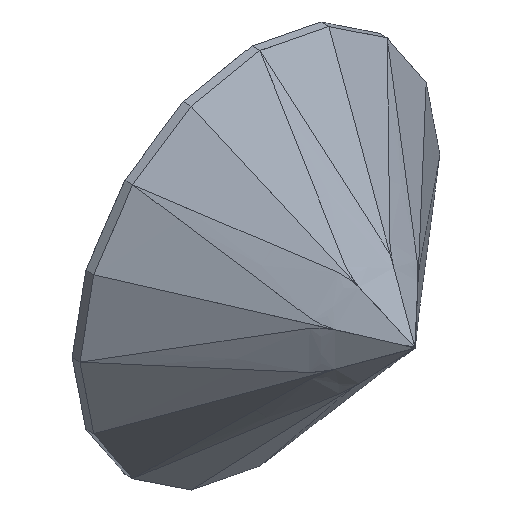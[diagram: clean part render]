
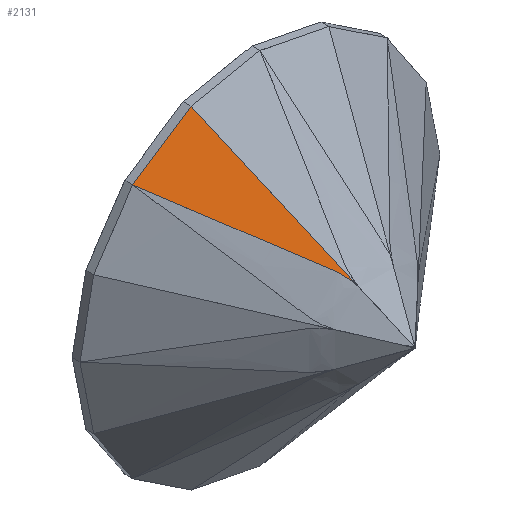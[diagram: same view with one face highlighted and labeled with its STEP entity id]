
A CAD part, isometric view. The second image highlights one B-rep face of the part: STEP entity #2131.
In plain terms, the highlighted free-form (B-spline) face has degree [1, 1] with [2, 2] control points.
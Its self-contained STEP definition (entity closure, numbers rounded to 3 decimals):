
#2131 = ADVANCED_FACE('',(#2132),#2183,.T.);
#2132 = FACE_BOUND('',#2133,.T.);
#2133 = EDGE_LOOP('',(#2134,#2143,#2150,#2159,#2168,#2177));
#2134 = ORIENTED_EDGE('',*,*,#2135,.T.);
#2135 = EDGE_CURVE('',#2136,#2138,#2140,.T.);
#2136 = VERTEX_POINT('',#2137);
#2137 = CARTESIAN_POINT('',(-0.154,-1.081,
    0.373));
#2138 = VERTEX_POINT('',#2139);
#2139 = CARTESIAN_POINT('',(-0.618,-0.036,
    1.491));
#2140 = B_SPLINE_CURVE_WITH_KNOTS('',1,(#2141,#2142),.UNSPECIFIED.,.F.,
  .F.,(2,2),(0.,1.685),.PIECEWISE_BEZIER_KNOTS.);
#2141 = CARTESIAN_POINT('',(-0.154,-1.081,
    0.372));
#2142 = CARTESIAN_POINT('',(-0.618,-0.036,
    1.491));
#2143 = ORIENTED_EDGE('',*,*,#2144,.T.);
#2144 = EDGE_CURVE('',#2138,#2145,#2147,.T.);
#2145 = VERTEX_POINT('',#2146);
#2146 = CARTESIAN_POINT('',(-1.141,-0.035,
    1.141));
#2147 = B_SPLINE_CURVE_WITH_KNOTS('',1,(#2148,#2149),.UNSPECIFIED.,.F.,
  .F.,(2,2),(0.,0.663),.PIECEWISE_BEZIER_KNOTS.);
#2148 = CARTESIAN_POINT('',(-0.618,-0.036,
    1.491));
#2149 = CARTESIAN_POINT('',(-1.142,-0.036,
    1.142));
#2150 = ORIENTED_EDGE('',*,*,#2151,.T.);
#2151 = EDGE_CURVE('',#2145,#2152,#2154,.T.);
#2152 = VERTEX_POINT('',#2153);
#2153 = CARTESIAN_POINT('',(-0.902,-0.282,
    0.965));
#2154 = B_SPLINE_CURVE_WITH_KNOTS('',3,(#2155,#2156,#2157,#2158),
  .UNSPECIFIED.,.F.,.F.,(4,4),(0.,1.),.PIECEWISE_BEZIER_KNOTS.);
#2155 = CARTESIAN_POINT('',(-1.141,-0.035,
    1.141));
#2156 = CARTESIAN_POINT('',(-1.061,-0.117,
    1.083));
#2157 = CARTESIAN_POINT('',(-0.981,-0.2,
    1.024));
#2158 = CARTESIAN_POINT('',(-0.902,-0.282,
    0.965));
#2159 = ORIENTED_EDGE('',*,*,#2160,.T.);
#2160 = EDGE_CURVE('',#2152,#2161,#2163,.T.);
#2161 = VERTEX_POINT('',#2162);
#2162 = CARTESIAN_POINT('',(-0.507,-0.687,
    0.675));
#2163 = B_SPLINE_CURVE_WITH_KNOTS('',3,(#2164,#2165,#2166,#2167),
  .UNSPECIFIED.,.F.,.F.,(4,4),(0.,1.),.PIECEWISE_BEZIER_KNOTS.);
#2164 = CARTESIAN_POINT('',(-0.902,-0.282,
    0.965));
#2165 = CARTESIAN_POINT('',(-0.722,-0.469,
    0.829));
#2166 = CARTESIAN_POINT('',(-0.59,-0.604,
    0.733));
#2167 = CARTESIAN_POINT('',(-0.507,-0.687,
    0.675));
#2168 = ORIENTED_EDGE('',*,*,#2169,.T.);
#2169 = EDGE_CURVE('',#2161,#2170,#2172,.T.);
#2170 = VERTEX_POINT('',#2171);
#2171 = CARTESIAN_POINT('',(-0.23,-0.971,
    0.472));
#2172 = B_SPLINE_CURVE_WITH_KNOTS('',3,(#2173,#2174,#2175,#2176),
  .UNSPECIFIED.,.F.,.F.,(4,4),(0.,1.),.PIECEWISE_BEZIER_KNOTS.);
#2173 = CARTESIAN_POINT('',(-0.507,-0.687,
    0.675));
#2174 = CARTESIAN_POINT('',(-0.415,-0.781,
    0.608));
#2175 = CARTESIAN_POINT('',(-0.322,-0.875,
    0.539));
#2176 = CARTESIAN_POINT('',(-0.23,-0.971,
    0.472));
#2177 = ORIENTED_EDGE('',*,*,#2178,.T.);
#2178 = EDGE_CURVE('',#2170,#2136,#2179,.T.);
#2179 = B_SPLINE_CURVE_WITH_KNOTS('',2,(#2180,#2181,#2182),
  .UNSPECIFIED.,.F.,.F.,(3,3),(0.,1.),.PIECEWISE_BEZIER_KNOTS.);
#2180 = CARTESIAN_POINT('',(-0.23,-0.971,
    0.473));
#2181 = CARTESIAN_POINT('',(-0.187,-1.023,
    0.429));
#2182 = CARTESIAN_POINT('',(-0.155,-1.081,
    0.373));
#2183 = B_SPLINE_SURFACE_WITH_KNOTS('',1,1,(
    (#2184,#2185)
    ,(#2186,#2187
    )),.UNSPECIFIED.,.F.,.F.,.F.,(2,2),(2,2),(0.,1.),(0.,1.),
  .PIECEWISE_BEZIER_KNOTS.);
#2184 = CARTESIAN_POINT('',(-1.147,0.139,
    1.375));
#2185 = CARTESIAN_POINT('',(-0.148,-0.18,
    1.608));
#2186 = CARTESIAN_POINT('',(-1.147,-0.77,
    0.134));
#2187 = CARTESIAN_POINT('',(-0.148,-1.088,
    0.366));
